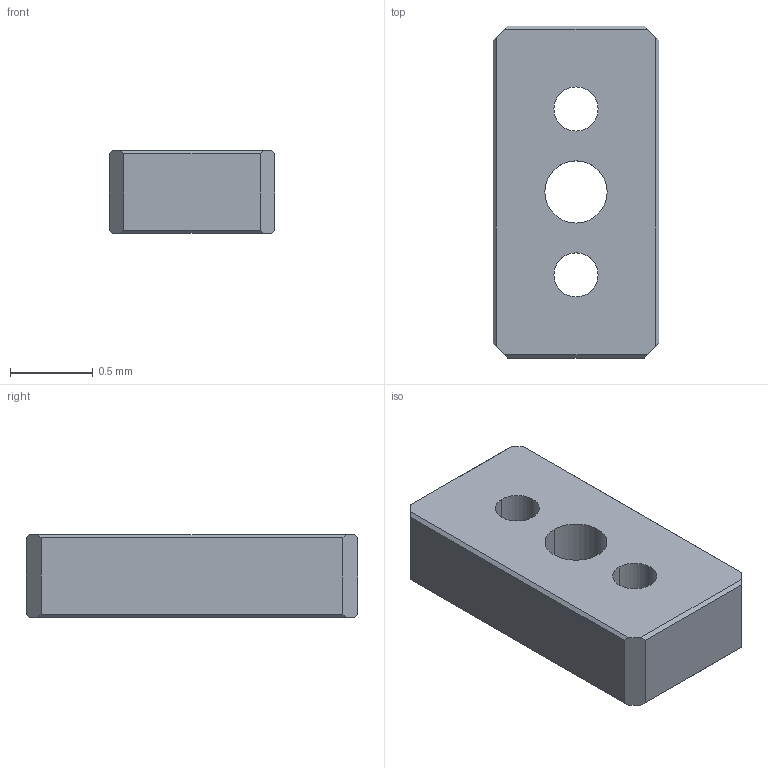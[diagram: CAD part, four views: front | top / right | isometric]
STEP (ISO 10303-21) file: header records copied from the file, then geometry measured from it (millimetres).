
FILE_DESCRIPTION((''),'2;1');
FILE_NAME('10BP2566.stp','2015-07-07T11:38:53',(''),(''),'Mechanical Desktop 2011','Mechanical Desktop 2011',', , ');
FILE_SCHEMA(('CONFIG_CONTROL_DESIGN'));
Length unit declared in the file: millimetre
Products named in the file (1): Product
Bounding box: 1 x 2 x 0.5 mm (x, y, z)
Volume: 0.8 mm3; surface area: 8 mm2
Topology: 1 solids, 1 shells, 30 faces, 78 edges, 52 vertices
Faces by surface type: plane 19, cylinder 6, bspline 5
Entity records: 1081 total; most frequent: CARTESIAN_POINT 232, ORIENTED_EDGE 156, DIRECTION 150, EDGE_CURVE 78, VECTOR 58, LINE 58, VERTEX_POINT 52, AXIS2_PLACEMENT_3D 46
